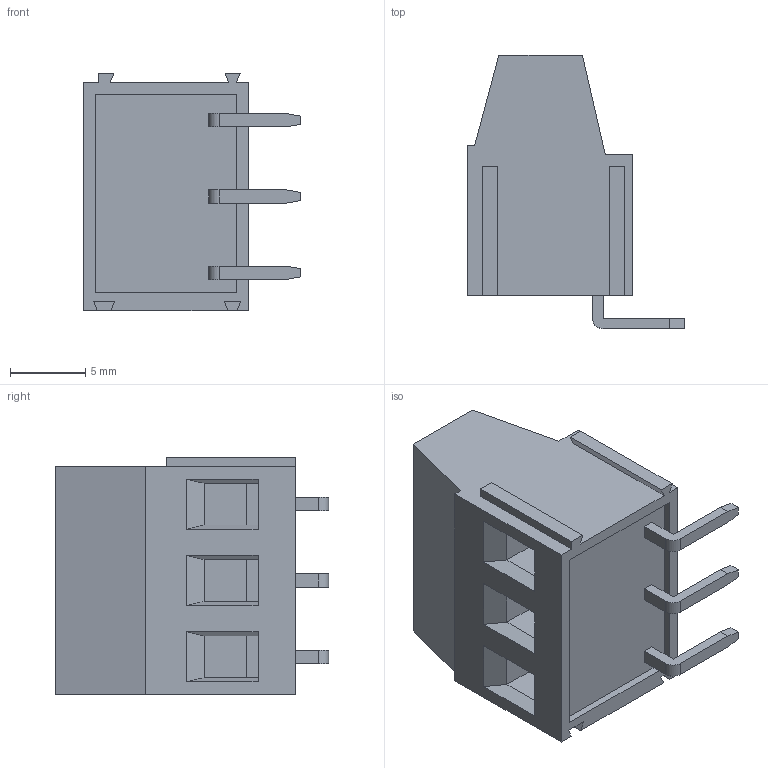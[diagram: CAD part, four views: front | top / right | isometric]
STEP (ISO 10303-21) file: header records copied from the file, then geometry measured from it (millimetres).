
FILE_DESCRIPTION( ( 'STEP AP214' ), '1' );
FILE_NAME( ' ', ' ', ( ' ' ), ( ' ' ), 'PSStep 11.0', 'VISI 17.0', ' ' );
FILE_SCHEMA( ( 'AUTOMOTIVE_DESIGN { 1 0 10303 214 1 1 1 1 }' ) );
Length unit declared in the file: millimetre
Products named in the file (1): 1
Bounding box: 14.5 x 18.2 x 15.84 mm (x, y, z)
Volume: 1982.8 mm3; surface area: 1596 mm2
Topology: 1 solids, 1 shells, 109 faces, 279 edges, 182 vertices
Faces by surface type: plane 103, cylinder 6
Full cylindrical faces by diameter (mm): 4 x3
Entity records: 4085 total; most frequent: CARTESIAN_POINT 562, ORIENTED_EDGE 546, DIRECTION 514, EDGE_CURVE 273, LINE 252, VECTOR 252, VERTEX_POINT 179, AXIS2_PLACEMENT_3D 131
